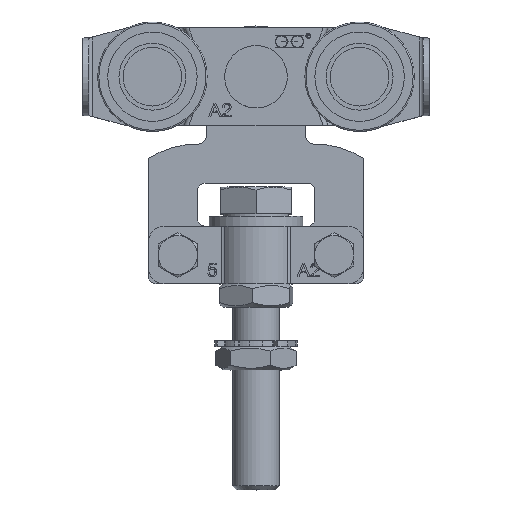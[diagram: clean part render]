
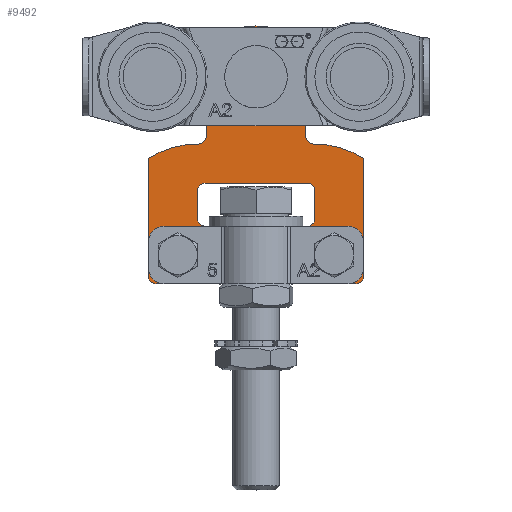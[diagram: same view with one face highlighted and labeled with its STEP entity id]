
A CAD part, top view. The second image highlights one B-rep face of the part: STEP entity #9492.
In plain terms, the highlighted planar face has unit normal (0, 0, 1).
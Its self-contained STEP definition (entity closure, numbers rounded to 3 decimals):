
#473=FACE_BOUND('',#3482,.T.);
#474=FACE_BOUND('',#3483,.T.);
#475=FACE_BOUND('',#3484,.T.);
#1312=LINE('',#16948,#2094);
#1313=LINE('',#16951,#2095);
#1316=LINE('',#16961,#2098);
#1317=LINE('',#16967,#2099);
#1318=LINE('',#16971,#2100);
#1319=LINE('',#16975,#2101);
#1320=LINE('',#16979,#2102);
#1321=LINE('',#16983,#2103);
#1322=LINE('',#16984,#2104);
#1323=LINE('',#16988,#2105);
#1324=LINE('',#16994,#2106);
#1325=LINE('',#16998,#2107);
#1326=LINE('',#17004,#2108);
#2094=VECTOR('',#12554,5.);
#2095=VECTOR('',#12557,10.);
#2098=VECTOR('',#12566,10.);
#2099=VECTOR('',#12573,10.);
#2100=VECTOR('',#12576,10.);
#2101=VECTOR('',#12579,10.);
#2102=VECTOR('',#12582,10.);
#2103=VECTOR('',#12585,10.);
#2104=VECTOR('',#12586,5.);
#2105=VECTOR('',#12589,10.);
#2106=VECTOR('',#12594,10.);
#2107=VECTOR('',#12597,10.);
#2108=VECTOR('',#12602,10.);
#2477=PLANE('',#10513);
#2901=FACE_OUTER_BOUND('',#3481,.T.);
#3481=EDGE_LOOP('',(#8340,#8341,#8342,#8343,#8344,#8345,#8346,#8347,#8348,
#8349,#8350,#8351,#8352,#8353,#8354,#8355,#8356,#8357,#8358,#8359,#8360,
#8361,#8362,#8363));
#3482=EDGE_LOOP('',(#8364));
#3483=EDGE_LOOP('',(#8365));
#3484=EDGE_LOOP('',(#8366));
#3859=CIRCLE('',#10501,2.459);
#3860=CIRCLE('',#10503,2.459);
#3868=CIRCLE('',#10514,2.);
#3869=CIRCLE('',#10515,2.);
#3870=CIRCLE('',#10516,2.);
#3871=CIRCLE('',#10517,2.);
#3872=CIRCLE('',#10518,2.);
#3873=CIRCLE('',#10519,23.);
#3874=CIRCLE('',#10520,2.);
#3875=CIRCLE('',#10521,20.);
#3876=CIRCLE('',#10522,2.);
#3877=CIRCLE('',#10523,23.);
#3878=CIRCLE('',#10524,2.);
#3879=CIRCLE('',#10525,7.1);
#4720=VERTEX_POINT('',#16933);
#4721=VERTEX_POINT('',#16937);
#4722=VERTEX_POINT('',#16941);
#4725=VERTEX_POINT('',#16946);
#4726=VERTEX_POINT('',#16950);
#4729=VERTEX_POINT('',#16958);
#4730=VERTEX_POINT('',#16960);
#4732=VERTEX_POINT('',#16966);
#4733=VERTEX_POINT('',#16968);
#4734=VERTEX_POINT('',#16970);
#4735=VERTEX_POINT('',#16972);
#4736=VERTEX_POINT('',#16974);
#4737=VERTEX_POINT('',#16976);
#4738=VERTEX_POINT('',#16978);
#4739=VERTEX_POINT('',#16980);
#4740=VERTEX_POINT('',#16982);
#4741=VERTEX_POINT('',#16985);
#4742=VERTEX_POINT('',#16987);
#4743=VERTEX_POINT('',#16989);
#4744=VERTEX_POINT('',#16991);
#4745=VERTEX_POINT('',#16993);
#4746=VERTEX_POINT('',#16995);
#4747=VERTEX_POINT('',#16997);
#4748=VERTEX_POINT('',#16999);
#4749=VERTEX_POINT('',#17001);
#4750=VERTEX_POINT('',#17003);
#4751=VERTEX_POINT('',#17006);
#5969=EDGE_CURVE('',#4720,#4720,#3859,.T.);
#5971=EDGE_CURVE('',#4721,#4721,#3860,.T.);
#5975=EDGE_CURVE('',#4725,#4722,#1312,.T.);
#5976=EDGE_CURVE('',#4722,#4726,#1313,.T.);
#5982=EDGE_CURVE('',#4729,#4730,#1316,.T.);
#5985=EDGE_CURVE('',#4725,#4732,#1317,.T.);
#5986=EDGE_CURVE('',#4732,#4733,#3868,.T.);
#5987=EDGE_CURVE('',#4733,#4734,#1318,.T.);
#5988=EDGE_CURVE('',#4734,#4735,#3869,.T.);
#5989=EDGE_CURVE('',#4735,#4736,#1319,.T.);
#5990=EDGE_CURVE('',#4736,#4737,#3870,.T.);
#5991=EDGE_CURVE('',#4737,#4738,#1320,.T.);
#5992=EDGE_CURVE('',#4738,#4739,#3871,.T.);
#5993=EDGE_CURVE('',#4739,#4740,#1321,.T.);
#5994=EDGE_CURVE('',#4730,#4740,#1322,.T.);
#5995=EDGE_CURVE('',#4741,#4729,#3872,.T.);
#5996=EDGE_CURVE('',#4742,#4741,#1323,.T.);
#5997=EDGE_CURVE('',#4743,#4742,#3873,.T.);
#5998=EDGE_CURVE('',#4744,#4743,#3874,.T.);
#5999=EDGE_CURVE('',#4745,#4744,#1324,.T.);
#6000=EDGE_CURVE('',#4746,#4745,#3875,.T.);
#6001=EDGE_CURVE('',#4747,#4746,#1325,.T.);
#6002=EDGE_CURVE('',#4748,#4747,#3876,.T.);
#6003=EDGE_CURVE('',#4749,#4748,#3877,.T.);
#6004=EDGE_CURVE('',#4750,#4749,#1326,.T.);
#6005=EDGE_CURVE('',#4726,#4750,#3878,.T.);
#6006=EDGE_CURVE('',#4751,#4751,#3879,.T.);
#8340=ORIENTED_EDGE('',*,*,#5975,.F.);
#8341=ORIENTED_EDGE('',*,*,#5985,.T.);
#8342=ORIENTED_EDGE('',*,*,#5986,.T.);
#8343=ORIENTED_EDGE('',*,*,#5987,.T.);
#8344=ORIENTED_EDGE('',*,*,#5988,.T.);
#8345=ORIENTED_EDGE('',*,*,#5989,.T.);
#8346=ORIENTED_EDGE('',*,*,#5990,.T.);
#8347=ORIENTED_EDGE('',*,*,#5991,.T.);
#8348=ORIENTED_EDGE('',*,*,#5992,.T.);
#8349=ORIENTED_EDGE('',*,*,#5993,.T.);
#8350=ORIENTED_EDGE('',*,*,#5994,.F.);
#8351=ORIENTED_EDGE('',*,*,#5982,.F.);
#8352=ORIENTED_EDGE('',*,*,#5995,.F.);
#8353=ORIENTED_EDGE('',*,*,#5996,.F.);
#8354=ORIENTED_EDGE('',*,*,#5997,.F.);
#8355=ORIENTED_EDGE('',*,*,#5998,.F.);
#8356=ORIENTED_EDGE('',*,*,#5999,.F.);
#8357=ORIENTED_EDGE('',*,*,#6000,.F.);
#8358=ORIENTED_EDGE('',*,*,#6001,.F.);
#8359=ORIENTED_EDGE('',*,*,#6002,.F.);
#8360=ORIENTED_EDGE('',*,*,#6003,.F.);
#8361=ORIENTED_EDGE('',*,*,#6004,.F.);
#8362=ORIENTED_EDGE('',*,*,#6005,.F.);
#8363=ORIENTED_EDGE('',*,*,#5976,.F.);
#8364=ORIENTED_EDGE('',*,*,#5969,.T.);
#8365=ORIENTED_EDGE('',*,*,#5971,.T.);
#8366=ORIENTED_EDGE('',*,*,#6006,.T.);
#9492=ADVANCED_FACE('',(#2901,#473,#474,#475),#2477,.T.);
#10501=AXIS2_PLACEMENT_3D('',#16935,#12540,#12541);
#10503=AXIS2_PLACEMENT_3D('',#16939,#12545,#12546);
#10513=AXIS2_PLACEMENT_3D('',#16965,#12571,#12572);
#10514=AXIS2_PLACEMENT_3D('',#16969,#12574,#12575);
#10515=AXIS2_PLACEMENT_3D('',#16973,#12577,#12578);
#10516=AXIS2_PLACEMENT_3D('',#16977,#12580,#12581);
#10517=AXIS2_PLACEMENT_3D('',#16981,#12583,#12584);
#10518=AXIS2_PLACEMENT_3D('',#16986,#12587,#12588);
#10519=AXIS2_PLACEMENT_3D('',#16990,#12590,#12591);
#10520=AXIS2_PLACEMENT_3D('',#16992,#12592,#12593);
#10521=AXIS2_PLACEMENT_3D('',#16996,#12595,#12596);
#10522=AXIS2_PLACEMENT_3D('',#17000,#12598,#12599);
#10523=AXIS2_PLACEMENT_3D('',#17002,#12600,#12601);
#10524=AXIS2_PLACEMENT_3D('',#17005,#12603,#12604);
#10525=AXIS2_PLACEMENT_3D('',#17007,#12605,#12606);
#12540=DIRECTION('center_axis',(0.,0.,-1.));
#12541=DIRECTION('ref_axis',(-1.,0.,0.));
#12545=DIRECTION('center_axis',(0.,0.,-1.));
#12546=DIRECTION('ref_axis',(-1.,0.,0.));
#12554=DIRECTION('',(0.,-1.,0.));
#12557=DIRECTION('',(-1.,0.,0.));
#12566=DIRECTION('',(-1.,0.,0.));
#12571=DIRECTION('center_axis',(0.,0.,1.));
#12572=DIRECTION('ref_axis',(1.,0.,0.));
#12573=DIRECTION('',(-1.,0.,0.));
#12574=DIRECTION('center_axis',(0.,0.,-1.));
#12575=DIRECTION('ref_axis',(-1.,0.,0.));
#12576=DIRECTION('',(0.,1.,0.));
#12577=DIRECTION('center_axis',(0.,0.,-1.));
#12578=DIRECTION('ref_axis',(0.,1.,0.));
#12579=DIRECTION('',(1.,0.,0.));
#12580=DIRECTION('center_axis',(0.,0.,-1.));
#12581=DIRECTION('ref_axis',(0.998,-0.07,0.));
#12582=DIRECTION('',(0.,-1.,0.));
#12583=DIRECTION('center_axis',(0.,0.,-1.));
#12584=DIRECTION('ref_axis',(0.37,-0.929,0.));
#12585=DIRECTION('',(-1.,0.,0.));
#12586=DIRECTION('',(0.,1.,0.));
#12587=DIRECTION('center_axis',(0.,0.,-1.));
#12588=DIRECTION('ref_axis',(0.,-1.,0.));
#12589=DIRECTION('',(0.,-1.,0.));
#12590=DIRECTION('center_axis',(0.,0.,-1.));
#12591=DIRECTION('ref_axis',(0.543,0.839,0.));
#12592=DIRECTION('center_axis',(0.,0.,1.));
#12593=DIRECTION('ref_axis',(1.,0.,0.));
#12594=DIRECTION('',(0.,-1.,0.));
#12595=DIRECTION('center_axis',(0.,0.,-1.));
#12596=DIRECTION('ref_axis',(0.638,0.77,0.));
#12597=DIRECTION('',(0.,1.,0.));
#12598=DIRECTION('center_axis',(0.,0.,1.));
#12599=DIRECTION('ref_axis',(0.01,1.,0.));
#12600=DIRECTION('center_axis',(0.,0.,-1.));
#12601=DIRECTION('ref_axis',(0.01,1.,0.));
#12602=DIRECTION('',(0.,1.,0.));
#12603=DIRECTION('center_axis',(0.,0.,-1.));
#12604=DIRECTION('ref_axis',(-1.,0.,0.));
#12605=DIRECTION('center_axis',(0.,0.,-1.));
#12606=DIRECTION('ref_axis',(-1.,0.,0.));
#16933=CARTESIAN_POINT('',(-17.542,-45.6,4.));
#16935=CARTESIAN_POINT('Origin',(-20.,-45.6,4.));
#16937=CARTESIAN_POINT('',(22.459,-45.6,4.));
#16939=CARTESIAN_POINT('Origin',(20.,-45.6,4.));
#16941=CARTESIAN_POINT('',(-10.791,-53.,4.));
#16946=CARTESIAN_POINT('',(-10.791,-38.2,4.));
#16948=CARTESIAN_POINT('',(-10.791,-53.,4.));
#16950=CARTESIAN_POINT('',(-25.5,-53.,4.));
#16951=CARTESIAN_POINT('',(-25.5,-53.,4.));
#16958=CARTESIAN_POINT('',(25.5,-53.,4.));
#16960=CARTESIAN_POINT('',(10.791,-53.,4.));
#16961=CARTESIAN_POINT('',(-25.5,-53.,4.));
#16965=CARTESIAN_POINT('Origin',(0.,-25.043,
4.));
#16966=CARTESIAN_POINT('',(-13.,-38.2,4.));
#16967=CARTESIAN_POINT('',(6.872,-38.2,4.));
#16968=CARTESIAN_POINT('',(-15.,-36.2,4.));
#16969=CARTESIAN_POINT('Origin',(-13.,-36.2,4.));
#16970=CARTESIAN_POINT('',(-15.,-29.2,4.));
#16971=CARTESIAN_POINT('',(-15.,-30.622,4.));
#16972=CARTESIAN_POINT('',(-13.,-27.2,4.));
#16973=CARTESIAN_POINT('Origin',(-13.,-29.2,4.));
#16974=CARTESIAN_POINT('',(13.742,-27.2,4.));
#16975=CARTESIAN_POINT('',(-6.5,-27.2,4.));
#16976=CARTESIAN_POINT('',(15.,-29.2,4.));
#16977=CARTESIAN_POINT('Origin',(13.005,-29.059,4.));
#16978=CARTESIAN_POINT('',(15.,-36.2,4.));
#16979=CARTESIAN_POINT('',(15.,-27.122,4.));
#16980=CARTESIAN_POINT('',(13.744,-38.2,4.));
#16981=CARTESIAN_POINT('Origin',(13.005,-36.342,4.));
#16982=CARTESIAN_POINT('',(10.791,-38.2,4.));
#16983=CARTESIAN_POINT('',(6.872,-38.2,4.));
#16984=CARTESIAN_POINT('',(10.791,-53.,4.));
#16985=CARTESIAN_POINT('',(27.5,-51.,4.));
#16986=CARTESIAN_POINT('Origin',(25.5,-51.,4.));
#16987=CARTESIAN_POINT('',(27.5,-20.9,4.));
#16988=CARTESIAN_POINT('',(27.5,-51.,4.));
#16989=CARTESIAN_POINT('',(14.77,-17.208,4.));
#16990=CARTESIAN_POINT('Origin',(15.,-40.207,4.));
#16991=CARTESIAN_POINT('',(12.75,-15.208,4.));
#16992=CARTESIAN_POINT('Origin',(14.75,-15.208,4.));
#16993=CARTESIAN_POINT('',(12.75,8.409,4.));
#16994=CARTESIAN_POINT('',(12.75,-15.208,4.));
#16995=CARTESIAN_POINT('',(-12.75,8.409,4.));
#16996=CARTESIAN_POINT('Origin',(0.,-7.,4.));
#16997=CARTESIAN_POINT('',(-12.75,-15.208,4.));
#16998=CARTESIAN_POINT('',(-12.75,8.409,4.));
#16999=CARTESIAN_POINT('',(-14.77,-17.208,4.));
#17000=CARTESIAN_POINT('Origin',(-14.75,-15.208,4.));
#17001=CARTESIAN_POINT('',(-27.5,-20.9,4.));
#17002=CARTESIAN_POINT('Origin',(-15.,-40.207,4.));
#17003=CARTESIAN_POINT('',(-27.5,-51.,4.));
#17004=CARTESIAN_POINT('',(-27.5,-20.9,4.));
#17005=CARTESIAN_POINT('Origin',(-25.5,-51.,4.));
#17006=CARTESIAN_POINT('',(7.1,0.,4.));
#17007=CARTESIAN_POINT('Origin',(0.,0.,4.));
